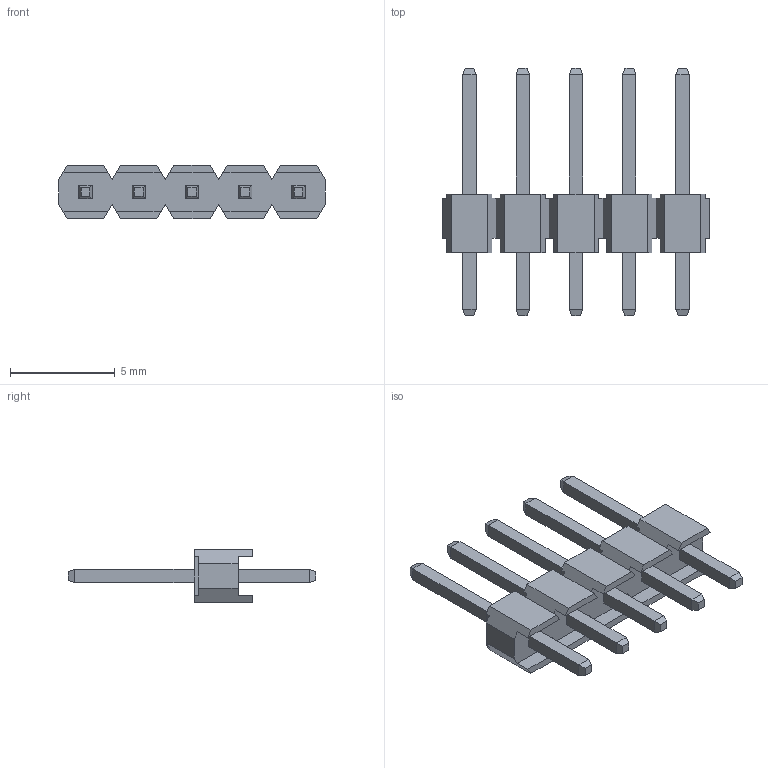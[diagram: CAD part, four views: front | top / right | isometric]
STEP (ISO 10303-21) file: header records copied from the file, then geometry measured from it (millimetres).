
FILE_DESCRIPTION (( 'STEP AP214' ), '1' );
FILE_NAME ('PLS-5.STEP', '2011-05-17T11:14:00', ( 'vpeshkov' ), ( 'licard' ), 'SwSTEP 2.0', 'SolidWorks 2009', '' );
FILE_SCHEMA (( 'AUTOMOTIVE_DESIGN' ));
Length unit declared in the file: millimetre
Products named in the file (1): PLS-5
Bounding box: 12.7 x 11.8 x 2.54 mm (x, y, z)
Volume: 85.5 mm3; surface area: 289.3 mm2
Topology: 1 solids, 1 shells, 164 faces, 416 edges, 264 vertices
Faces by surface type: plane 164
Entity records: 5804 total; most frequent: CARTESIAN_POINT 845, ORIENTED_EDGE 832, DIRECTION 746, VECTOR 416, LINE 416, EDGE_CURVE 416, VERTEX_POINT 264, EDGE_LOOP 174
